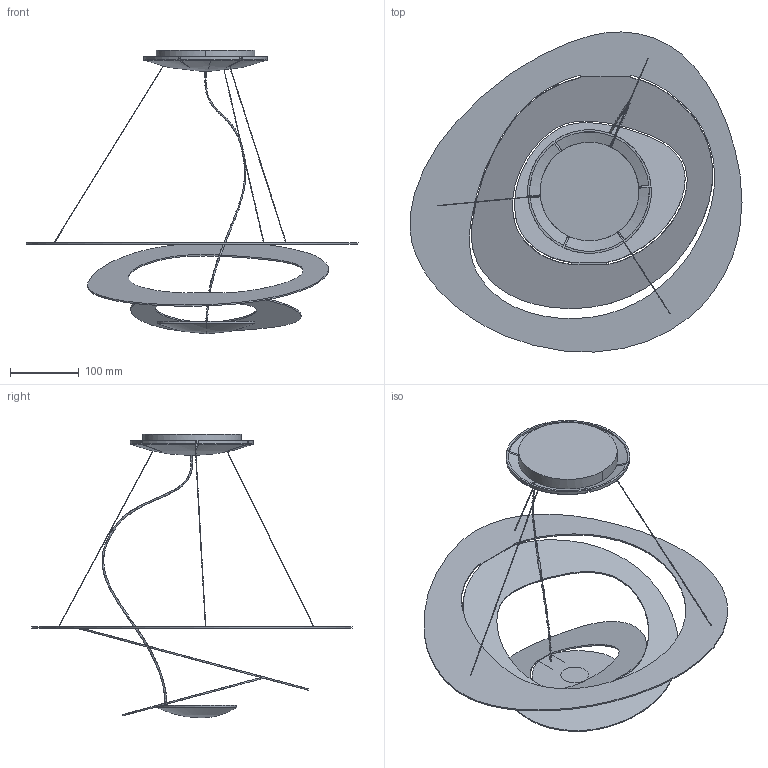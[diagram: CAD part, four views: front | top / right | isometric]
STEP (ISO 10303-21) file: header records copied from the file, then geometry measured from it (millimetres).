
FILE_DESCRIPTION(/* description */ (''),/* implementation_level */ '2;1');
FILE_NAME(/* name */ 'pirce micro sospensione',/* time_stamp */ '2016-04-27T16:08:38+02:00',/* author */ (''),/* organization */ (''),/* preprocessor_version */ 'ST-DEVELOPER v15',/* originating_system */ '',/* authorisation */ '');
FILE_SCHEMA (('AUTOMOTIVE_DESIGN'));
Length unit declared in the file: millimetre
Products named in the file (6): Document; Blocco 310; Blocco 311; Blocco 309; Y303000277_-; Blocco 290
Assembly tree (5 placements, depth 3):
  Document
    Blocco 310
    Blocco 311
    Blocco 309
    Y303000277_-
      Blocco 290
Bounding box: 483.22 x 466.05 x 412.87 mm (x, y, z)
Surface area: 415743.6 mm2 (no closed solid volume)
Topology: 0 solids, 28 shells, 213 faces, 670 edges, 457 vertices
Faces by surface type: bspline 189, plane 24
Entity records: 15634 total; most frequent: CARTESIAN_POINT 12162, ORIENTED_EDGE 1113, EDGE_CURVE 669, VERTEX_POINT 456, B_SPLINE_CURVE_WITH_KNOTS 235, EDGE_LOOP 219, ADVANCED_FACE 213, FACE_OUTER_BOUND 213
